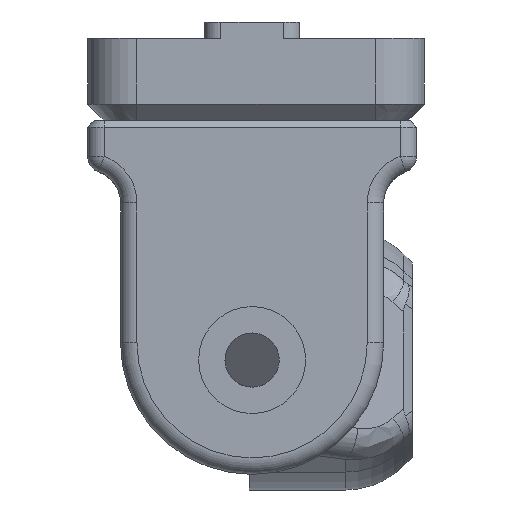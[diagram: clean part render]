
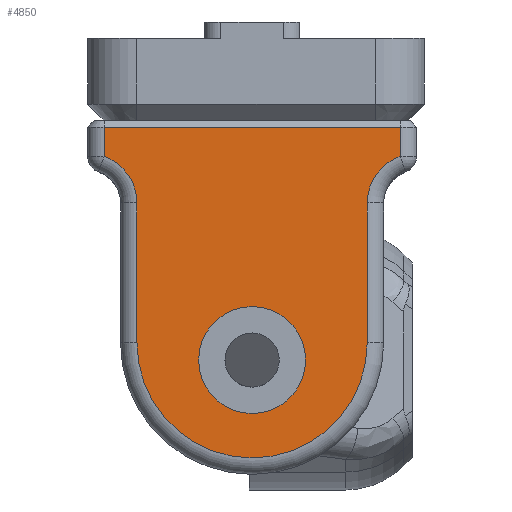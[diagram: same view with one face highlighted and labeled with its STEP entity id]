
A CAD part, left-side view. The second image highlights one B-rep face of the part: STEP entity #4850.
In plain terms, the highlighted planar face has unit normal (-1, 0, 0).
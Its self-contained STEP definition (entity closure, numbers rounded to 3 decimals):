
#261=LINE('',#8002,#711);
#262=LINE('',#8007,#712);
#264=LINE('',#8018,#714);
#265=LINE('',#8021,#715);
#266=LINE('',#8031,#716);
#711=VECTOR('',#5981,10.);
#712=VECTOR('',#5988,10.);
#714=VECTOR('',#6004,10.);
#715=VECTOR('',#6007,10.);
#716=VECTOR('',#6024,10.);
#1151=FACE_BOUND('',#1538,.T.);
#1254=FACE_OUTER_BOUND('',#1537,.T.);
#1537=EDGE_LOOP('',(#3585,#3586,#3587,#3588,#3589,#3590,#3591,#3592));
#1538=EDGE_LOOP('',(#3593));
#1795=CIRCLE('',#5155,7.);
#1802=CIRCLE('',#5166,3.25);
#1819=CIRCLE('',#5212,3.);
#1825=CIRCLE('',#5221,3.);
#2040=VERTEX_POINT('',#7702);
#2043=VERTEX_POINT('',#7707);
#2050=VERTEX_POINT('',#7729);
#2085=VERTEX_POINT('',#7996);
#2086=VERTEX_POINT('',#8000);
#2087=VERTEX_POINT('',#8006);
#2088=VERTEX_POINT('',#8011);
#2090=VERTEX_POINT('',#8020);
#2091=VERTEX_POINT('',#8024);
#2546=EDGE_CURVE('',#2043,#2040,#1795,.T.);
#2556=EDGE_CURVE('',#2050,#2050,#1802,.T.);
#2622=EDGE_CURVE('',#2086,#2085,#261,.T.);
#2624=EDGE_CURVE('',#2085,#2087,#262,.T.);
#2627=EDGE_CURVE('',#2087,#2088,#1819,.T.);
#2631=EDGE_CURVE('',#2088,#2043,#264,.T.);
#2632=EDGE_CURVE('',#2040,#2090,#265,.T.);
#2636=EDGE_CURVE('',#2090,#2091,#1825,.T.);
#2638=EDGE_CURVE('',#2091,#2086,#266,.T.);
#3585=ORIENTED_EDGE('',*,*,#2631,.F.);
#3586=ORIENTED_EDGE('',*,*,#2627,.F.);
#3587=ORIENTED_EDGE('',*,*,#2624,.F.);
#3588=ORIENTED_EDGE('',*,*,#2622,.F.);
#3589=ORIENTED_EDGE('',*,*,#2638,.F.);
#3590=ORIENTED_EDGE('',*,*,#2636,.F.);
#3591=ORIENTED_EDGE('',*,*,#2632,.F.);
#3592=ORIENTED_EDGE('',*,*,#2546,.F.);
#3593=ORIENTED_EDGE('',*,*,#2556,.F.);
#4664=PLANE('',#5229);
#4850=ADVANCED_FACE('',(#1254,#1151),#4664,.F.);
#5155=AXIS2_PLACEMENT_3D('',#7709,#5832,#5833);
#5166=AXIS2_PLACEMENT_3D('',#7730,#5857,#5858);
#5212=AXIS2_PLACEMENT_3D('',#8012,#5995,#5996);
#5221=AXIS2_PLACEMENT_3D('',#8027,#6016,#6017);
#5229=AXIS2_PLACEMENT_3D('',#8037,#6034,#6035);
#5832=DIRECTION('center_axis',(1.,0.,0.));
#5833=DIRECTION('ref_axis',(0.,0.,-1.));
#5857=DIRECTION('center_axis',(-1.,0.,0.));
#5858=DIRECTION('ref_axis',(0.,1.,0.));
#5981=DIRECTION('',(0.,-1.,0.));
#5988=DIRECTION('',(0.,0.,-1.));
#5995=DIRECTION('center_axis',(-1.,0.,0.));
#5996=DIRECTION('ref_axis',(0.,0.816,0.577));
#6004=DIRECTION('',(0.,0.,-1.));
#6007=DIRECTION('',(0.,0.,1.));
#6016=DIRECTION('center_axis',(-1.,0.,0.));
#6017=DIRECTION('ref_axis',(0.,-0.816,0.577));
#6024=DIRECTION('',(0.,0.,1.));
#6034=DIRECTION('center_axis',(1.,0.,0.));
#6035=DIRECTION('ref_axis',(0.,-1.,0.));
#7702=CARTESIAN_POINT('',(-0.294,21.473,-1.5));
#7707=CARTESIAN_POINT('',(-0.294,7.473,-1.5));
#7709=CARTESIAN_POINT('Origin',(-0.294,14.473,-1.5));
#7729=CARTESIAN_POINT('',(-0.294,11.223,-2.55));
#7730=CARTESIAN_POINT('Origin',(-0.294,14.473,-2.55));
#7996=CARTESIAN_POINT('',(-0.294,5.473,11.6));
#8000=CARTESIAN_POINT('',(-0.294,23.473,11.6));
#8002=CARTESIAN_POINT('',(-0.294,14.473,11.6));
#8006=CARTESIAN_POINT('',(-0.294,5.473,9.828));
#8007=CARTESIAN_POINT('',(-0.294,5.473,-7.8));
#8011=CARTESIAN_POINT('',(-0.294,7.473,7.));
#8012=CARTESIAN_POINT('Origin',(-0.294,4.473,7.));
#8018=CARTESIAN_POINT('',(-0.294,7.473,-9.3));
#8020=CARTESIAN_POINT('',(-0.294,21.473,7.));
#8021=CARTESIAN_POINT('',(-0.294,21.473,-7.8));
#8024=CARTESIAN_POINT('',(-0.294,23.473,9.828));
#8027=CARTESIAN_POINT('Origin',(-0.294,24.473,7.));
#8031=CARTESIAN_POINT('',(-0.294,23.473,-7.8));
#8037=CARTESIAN_POINT('Origin',(-0.294,14.473,-7.8));
